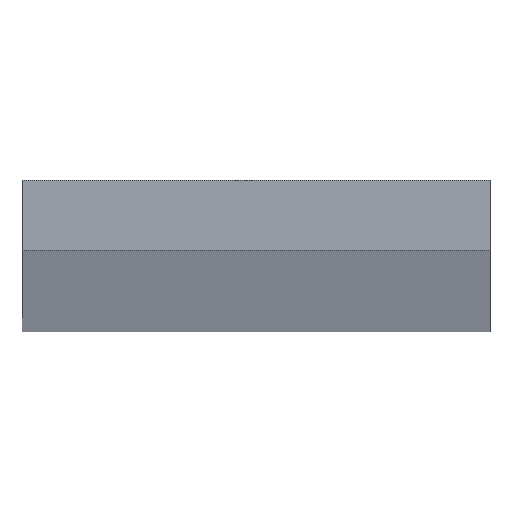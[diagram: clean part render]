
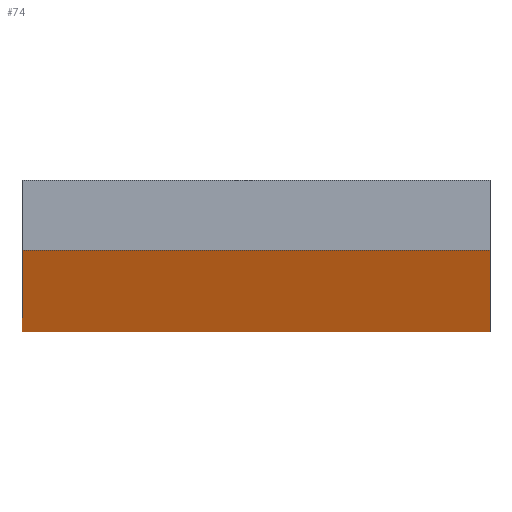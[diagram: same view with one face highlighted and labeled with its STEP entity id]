
A CAD part, top view. The second image highlights one B-rep face of the part: STEP entity #74.
In plain terms, the highlighted planar face has unit normal (0, -1, 0).
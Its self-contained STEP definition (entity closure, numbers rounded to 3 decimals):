
#1 = FACE_OUTER_BOUND ( 'NONE', #122, .T. ) ;
#4 = VECTOR ( 'NONE', #132, 1000. ) ;
#11 = VECTOR ( 'NONE', #135, 1000. ) ;
#20 = VECTOR ( 'NONE', #141, 1000. ) ;
#23 = AXIS2_PLACEMENT_3D ( 'NONE', #154, #155, #156 ) ;
#24 = VECTOR ( 'NONE', #144, 1000. ) ;
#55 = EDGE_CURVE ( 'NONE', #91, #90, #130, .T. ) ;
#67 = EDGE_CURVE ( 'NONE', #89, #91, #133, .T. ) ;
#69 = EDGE_CURVE ( 'NONE', #158, #90, #139, .T. ) ;
#70 = EDGE_CURVE ( 'NONE', #89, #158, #142, .T. ) ;
#74 = ADVANCED_FACE ( 'NONE', ( #1 ), #129, .F. ) ;
#89 = VERTEX_POINT ( 'NONE', #187 ) ;
#90 = VERTEX_POINT ( 'NONE', #188 ) ;
#91 = VERTEX_POINT ( 'NONE', #189 ) ;
#102 = ORIENTED_EDGE ( 'NONE', *, *, #69, .T. ) ;
#105 = ORIENTED_EDGE ( 'NONE', *, *, #70, .T. ) ;
#106 = ORIENTED_EDGE ( 'NONE', *, *, #55, .F. ) ;
#107 = ORIENTED_EDGE ( 'NONE', *, *, #67, .F. ) ;
#122 = EDGE_LOOP ( 'NONE', ( #102, #106, #107, #105 ) ) ;
#129 = PLANE ( 'NONE',  #23 ) ;
#130 = LINE ( 'NONE', #131, #4 ) ;
#131 = CARTESIAN_POINT ( 'NONE',  ( 10., -1.5, 1000. ) ) ;
#132 = DIRECTION ( 'NONE',  ( 0., 0., -1. ) ) ;
#133 = LINE ( 'NONE', #134, #11 ) ;
#134 = CARTESIAN_POINT ( 'NONE',  ( -10., -1.5, 1000. ) ) ;
#135 = DIRECTION ( 'NONE',  ( 1., 0., 0. ) ) ;
#139 = LINE ( 'NONE', #140, #20 ) ;
#140 = CARTESIAN_POINT ( 'NONE',  ( -10., -1.5, -1000. ) ) ;
#141 = DIRECTION ( 'NONE',  ( 1., 0., 0. ) ) ;
#142 = LINE ( 'NONE', #143, #24 ) ;
#143 = CARTESIAN_POINT ( 'NONE',  ( -10., -1.5, 1000. ) ) ;
#144 = DIRECTION ( 'NONE',  ( 0., 0., -1. ) ) ;
#154 = CARTESIAN_POINT ( 'NONE',  ( -10., -1.5, 1000. ) ) ;
#155 = DIRECTION ( 'NONE',  ( 0., 1., 0. ) ) ;
#156 = DIRECTION ( 'NONE',  ( -1., 0., 0. ) ) ;
#158 = VERTEX_POINT ( 'NONE', #194 ) ;
#187 = CARTESIAN_POINT ( 'NONE',  ( -10., -1.5, 1000. ) ) ;
#188 = CARTESIAN_POINT ( 'NONE',  ( 10., -1.5, -1000. ) ) ;
#189 = CARTESIAN_POINT ( 'NONE',  ( 10., -1.5, 1000. ) ) ;
#194 = CARTESIAN_POINT ( 'NONE',  ( -10., -1.5, -1000. ) ) ;
